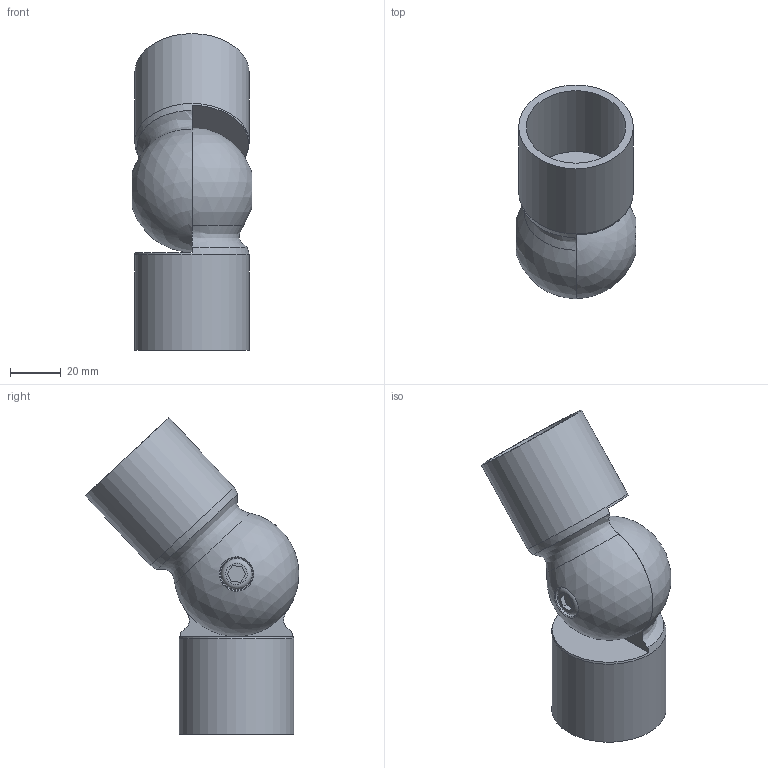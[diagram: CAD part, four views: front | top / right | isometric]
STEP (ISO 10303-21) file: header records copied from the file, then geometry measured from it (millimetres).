
FILE_DESCRIPTION(/* description */ (''),/* implementation_level */ '2;1');
FILE_NAME(/* name */ 'Stecksystemme_X93.stp',/* time_stamp */ '2017-07-24T09:09:23+02:00',/* author */ (''),/* organization */ (''),/* preprocessor_version */ 'ST-DEVELOPER v16',/* originating_system */ 'SIEMENS PLM Software NX 11.0',/* authorisation */ '');
FILE_SCHEMA (('AUTOMOTIVE_DESIGN { 1 0 10303 214 3 1 1 1 }'));
Length unit declared in the file: millimetre
Products named in the file (1): Goge29ACDC24l22q
Bounding box: 47.11 x 83.92 x 124.42 mm (x, y, z)
Volume: 105381.4 mm3; surface area: 35940.4 mm2
Topology: 2 solids, 2 shells, 42 faces, 94 edges, 63 vertices
Faces by surface type: plane 26, cylinder 6, cone 4, torus 2, bspline 2, sphere 2
Full cylindrical faces by diameter (mm): 12.699 x2, 39 x2, 45 x2
Entity records: 1433 total; most frequent: CARTESIAN_POINT 553, DIRECTION 170, ORIENTED_EDGE 144, EDGE_CURVE 72, AXIS2_PLACEMENT_3D 64, EDGE_LOOP 62, VERTEX_POINT 54, ADVANCED_FACE 42
